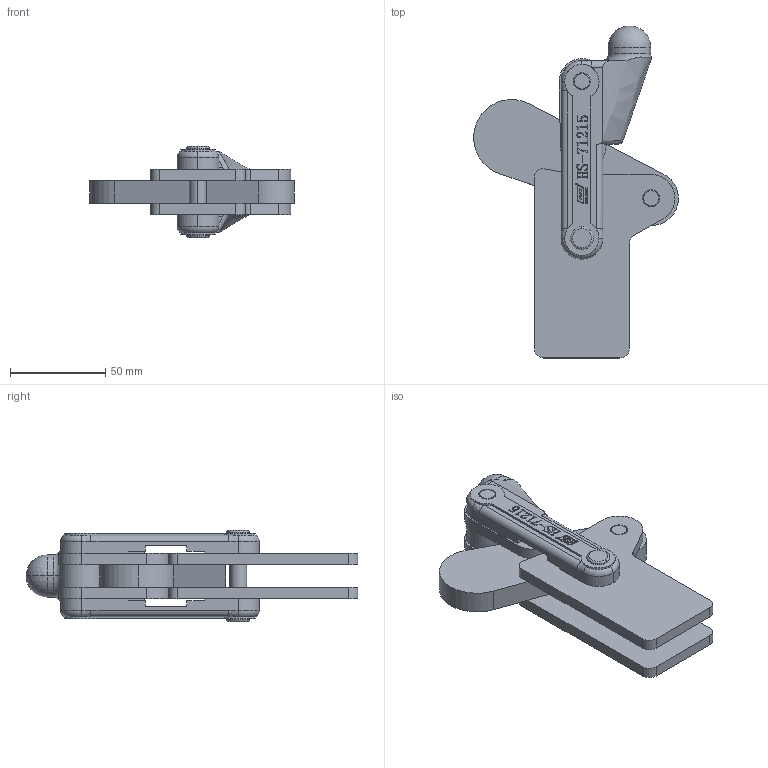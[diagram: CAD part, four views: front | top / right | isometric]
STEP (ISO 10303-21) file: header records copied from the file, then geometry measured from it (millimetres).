
FILE_DESCRIPTION (( 'STEP AP203' ), '1' );
FILE_NAME ('HS-71215 装配体.STEP', '2018-12-07T08:14:01', ( 'PCOS' ), ( '微软中国' ), 'SwSTEP 2.0', 'SolidWorks 2012', '' );
FILE_SCHEMA (( 'CONFIG_CONTROL_DESIGN' ));
Length unit declared in the file: millimetre
Products named in the file (8): HS-71215 蚾饜极; 揤旋; 种4; 种2; 种1; 忒梟; 蟀裝; 菁釱
Assembly tree (9 placements, depth 2):
  HS-71215 蚾饜极
    菁釱
    蟀裝  x2
    忒梟
    种1  x2
    种2
    种4
    揤旋
Bounding box: 107.76 x 174.7 x 48 mm (x, y, z)
Volume: 195279.1 mm3; surface area: 69325 mm2
Topology: 10 solids, 10 shells, 557 faces, 1497 edges, 985 vertices
Faces by surface type: plane 274, bspline 140, cylinder 118, cone 12, torus 11, sphere 2
Entity records: 23341 total; most frequent: CARTESIAN_POINT 9612, ORIENTED_EDGE 2904, DIRECTION 2247, EDGE_CURVE 1452, VERTEX_POINT 957, VECTOR 893, LINE 893, AXIS2_PLACEMENT_3D 677
